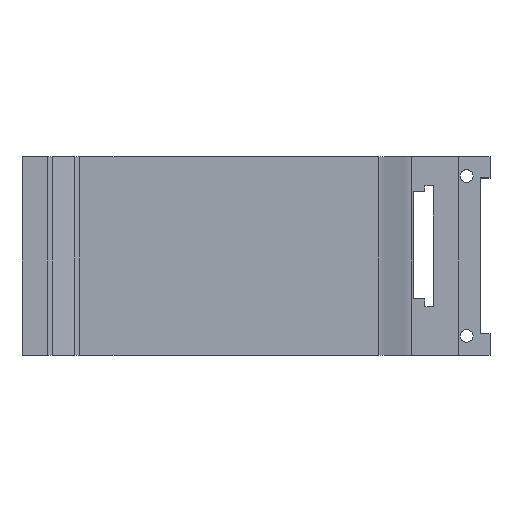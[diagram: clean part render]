
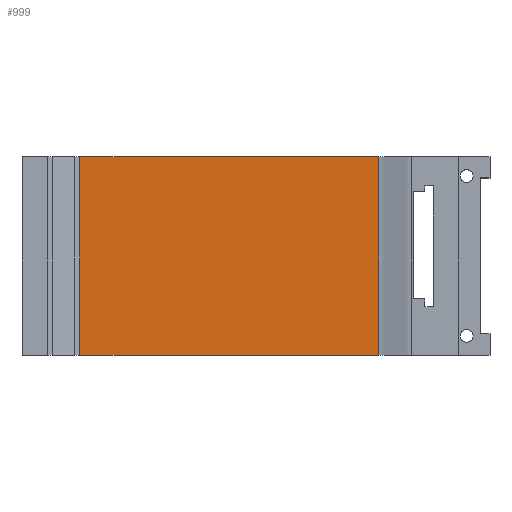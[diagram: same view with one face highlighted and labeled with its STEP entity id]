
A CAD part, top view. The second image highlights one B-rep face of the part: STEP entity #999.
In plain terms, the highlighted planar face has unit normal (0, 0, 1).
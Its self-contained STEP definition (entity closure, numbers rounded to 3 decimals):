
#44 = ORIENTED_EDGE ( 'NONE', *, *, #1282, .T. ) ;
#74 = DIRECTION ( 'NONE',  ( 0., -1., 0. ) ) ;
#143 = DIRECTION ( 'NONE',  ( -1., 0., 0. ) ) ;
#224 = CARTESIAN_POINT ( 'NONE',  ( 14.15, -25.501, -2. ) ) ;
#232 = CARTESIAN_POINT ( 'NONE',  ( 14.15, -25.5, -2. ) ) ;
#282 = LINE ( 'NONE', #232, #1220 ) ;
#305 = AXIS2_PLACEMENT_3D ( 'NONE', #224, #757, #438 ) ;
#321 = ORIENTED_EDGE ( 'NONE', *, *, #1126, .T. ) ;
#349 = VERTEX_POINT ( 'NONE', #538 ) ;
#377 = VECTOR ( 'NONE', #74, 1000. ) ;
#388 = EDGE_CURVE ( 'NONE', #349, #1022, #1327, .T. ) ;
#425 = EDGE_CURVE ( 'NONE', #349, #644, #282, .T. ) ;
#438 = DIRECTION ( 'NONE',  ( -1., 0., 0. ) ) ;
#440 = CARTESIAN_POINT ( 'NONE',  ( 91.45, 25.5, -2. ) ) ;
#464 = CARTESIAN_POINT ( 'NONE',  ( 14.85, 25.5, -2. ) ) ;
#536 = CARTESIAN_POINT ( 'NONE',  ( 91.45, 25.5, -2. ) ) ;
#538 = CARTESIAN_POINT ( 'NONE',  ( 91.45, -25.5, -2. ) ) ;
#557 = DIRECTION ( 'NONE',  ( 0., 1., 0. ) ) ;
#573 = VERTEX_POINT ( 'NONE', #464 ) ;
#634 = LINE ( 'NONE', #781, #933 ) ;
#644 = VERTEX_POINT ( 'NONE', #1147 ) ;
#708 = CARTESIAN_POINT ( 'NONE',  ( 14.85, -25.5, -2. ) ) ;
#757 = DIRECTION ( 'NONE',  ( 0., 0., -1. ) ) ;
#781 = CARTESIAN_POINT ( 'NONE',  ( 14.15, 25.5, -2. ) ) ;
#933 = VECTOR ( 'NONE', #143, 1000. ) ;
#959 = EDGE_LOOP ( 'NONE', ( #1326, #1143, #321, #44 ) ) ;
#999 = ADVANCED_FACE ( 'NONE', ( #1360 ), #1063, .F. ) ;
#1022 = VERTEX_POINT ( 'NONE', #536 ) ;
#1063 = PLANE ( 'NONE',  #305 ) ;
#1089 = DIRECTION ( 'NONE',  ( -1., 0., 0. ) ) ;
#1126 = EDGE_CURVE ( 'NONE', #1022, #573, #634, .T. ) ;
#1143 = ORIENTED_EDGE ( 'NONE', *, *, #388, .T. ) ;
#1147 = CARTESIAN_POINT ( 'NONE',  ( 14.85, -25.5, -2. ) ) ;
#1218 = LINE ( 'NONE', #708, #377 ) ;
#1220 = VECTOR ( 'NONE', #1089, 1000. ) ;
#1282 = EDGE_CURVE ( 'NONE', #573, #644, #1218, .T. ) ;
#1326 = ORIENTED_EDGE ( 'NONE', *, *, #425, .F. ) ;
#1327 = LINE ( 'NONE', #440, #1399 ) ;
#1360 = FACE_OUTER_BOUND ( 'NONE', #959, .T. ) ;
#1399 = VECTOR ( 'NONE', #557, 1000. ) ;
